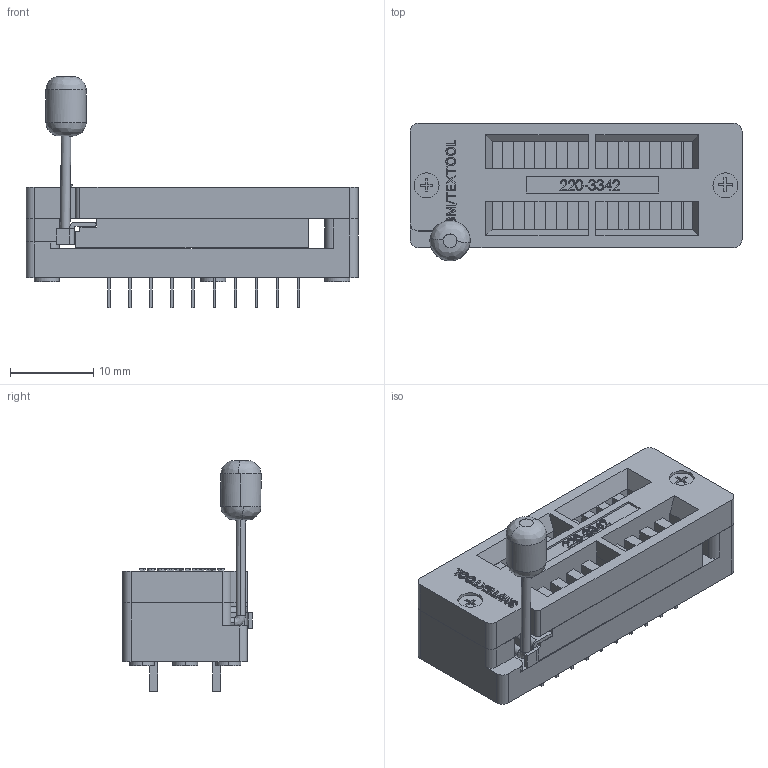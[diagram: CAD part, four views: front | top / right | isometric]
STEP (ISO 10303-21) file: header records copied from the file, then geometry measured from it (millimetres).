
FILE_DESCRIPTION (( 'STEP AP214' ), '1' );
FILE_NAME ('User Library-3M_Textool_20Way.STEP', '2022-03-19T21:24:19', ( '' ), ( '' ), 'SwSTEP 2.0', 'SolidWorks 2021', '' );
FILE_SCHEMA (( 'AUTOMOTIVE_DESIGN' ));
Length unit declared in the file: millimetre
Products named in the file (1): User Library-3M_Textool_20Way
Bounding box: 40 x 16.63 x 27.84 mm (x, y, z)
Volume: 4961 mm3; surface area: 6201.6 mm2
Topology: 53 solids, 53 shells, 646 faces, 1526 edges, 1015 vertices
Faces by surface type: plane 502, bspline 100, cylinder 44
Entity records: 26760 total; most frequent: CARTESIAN_POINT 9803, ORIENTED_EDGE 3052, DIRECTION 2523, EDGE_CURVE 1526, LINE 1229, VECTOR 1229, VERTEX_POINT 1015, EDGE_LOOP 687
